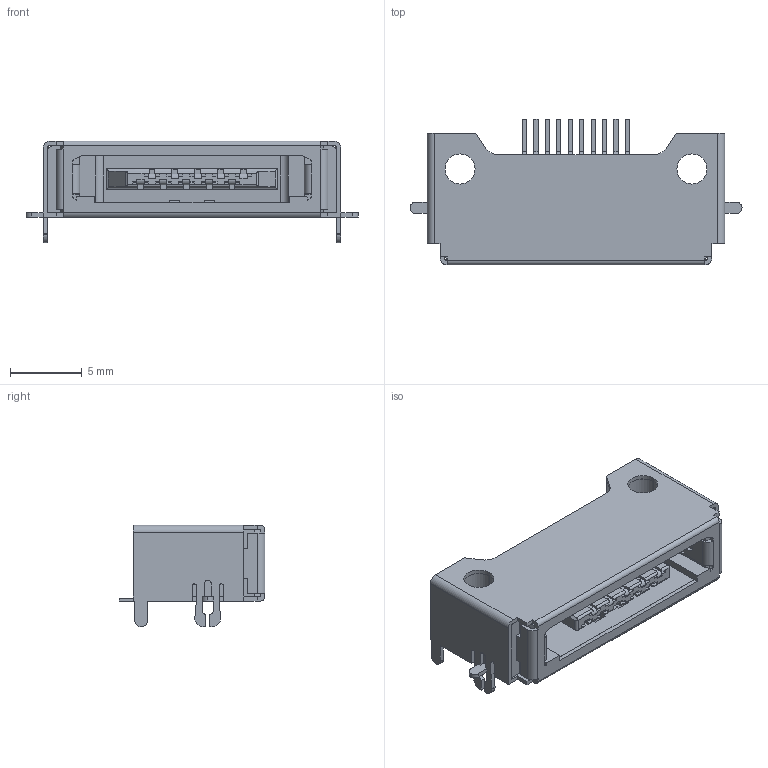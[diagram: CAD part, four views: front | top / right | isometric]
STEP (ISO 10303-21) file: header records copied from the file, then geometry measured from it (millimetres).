
FILE_DESCRIPTION(('OneSpaceDesigner STEP Export'),'2;1');
FILE_NAME('3560-10S.stp','2007-03-29T16:08:28',(''),(''),'OneSpace Designer STEP processor (Jan. 2003) for AP214(CD)(Solid Model)','OneSpace Designer 12.00 10-Sep-2003 (C) CoCreate Software GmbH','');
FILE_SCHEMA(('AUTOMOTIVE_DESIGN_CC2 {1 2 10303 214 -1 1 5 1}'));
Length unit declared in the file: millimetre
Products named in the file (2): 3560-10SÈª
Assembly tree (1 placements, depth 2):
  3560-10SÈª
    3560-10SÈª
Bounding box: 23.2 x 10.2 x 7.1 mm (x, y, z)
Volume: 583.3 mm3; surface area: 1702.9 mm2
Topology: 1 solids, 26 shells, 978 faces, 2730 edges, 1762 vertices
Faces by surface type: plane 789, cylinder 185, bspline 4
Entity records: 30202 total; most frequent: CARTESIAN_POINT 5933, ORIENTED_EDGE 5500, DIRECTION 4504, EDGE_CURVE 2730, VECTOR 2146, LINE 2146, VERTEX_POINT 1762, AXIS2_PLACEMENT_3D 1179
